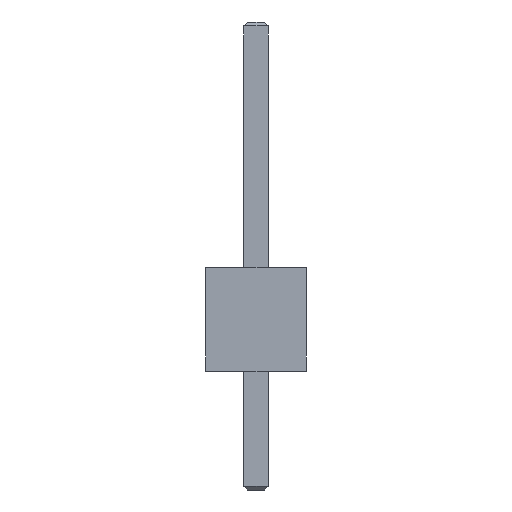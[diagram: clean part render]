
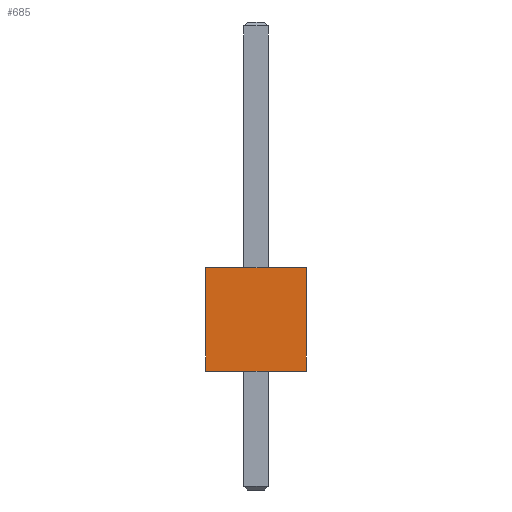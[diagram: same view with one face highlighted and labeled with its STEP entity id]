
A CAD part, left-side view. The second image highlights one B-rep face of the part: STEP entity #685.
In plain terms, the highlighted planar face has unit normal (-1, 0, 0).
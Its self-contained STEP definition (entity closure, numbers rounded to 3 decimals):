
#685=ADVANCED_FACE('',(#888),#890,.T.);
#888=FACE_BOUND('',#889,.T.);
#889=EDGE_LOOP('',(#1041,#1042,#1043,#1044));
#890=PLANE('',#891);
#891=AXIS2_PLACEMENT_3D('',#892,#893,#894);
#892=CARTESIAN_POINT('',(0.,0.,-2.54));
#893=DIRECTION('',(-1.,0.,0.));
#894=DIRECTION('',(0.,0.,1.));
#1041=ORIENTED_EDGE('',*,*,#1112,.T.);
#1042=ORIENTED_EDGE('',*,*,#1131,.T.);
#1043=ORIENTED_EDGE('',*,*,#1132,.F.);
#1044=ORIENTED_EDGE('',*,*,#1125,.F.);
#1112=EDGE_CURVE('',#1162,#1166,#1168,.T.);
#1125=EDGE_CURVE('',#1162,#1189,#1190,.T.);
#1131=EDGE_CURVE('',#1166,#1197,#1199,.T.);
#1132=EDGE_CURVE('',#1189,#1197,#1200,.T.);
#1162=VERTEX_POINT('',#1246);
#1166=VERTEX_POINT('',#1254);
#1168=LINE('',#1258,#1259);
#1189=VERTEX_POINT('',#1305);
#1190=LINE('',#1306,#1307);
#1197=VERTEX_POINT('',#1323);
#1199=LINE('',#1327,#1328);
#1200=LINE('',#1330,#1331);
#1246=CARTESIAN_POINT('',(0.,0.,-2.54));
#1254=CARTESIAN_POINT('',(0.,0.,0.));
#1258=CARTESIAN_POINT('',(0.,0.,-2.54));
#1259=VECTOR('',#1260,1.);
#1260=DIRECTION('',(0.,0.,1.));
#1305=CARTESIAN_POINT('',(0.,2.6,-2.54));
#1306=CARTESIAN_POINT('',(0.,0.,-2.54));
#1307=VECTOR('',#1308,1.);
#1308=DIRECTION('',(0.,1.,0.));
#1323=CARTESIAN_POINT('',(0.,2.6,0.));
#1327=CARTESIAN_POINT('',(0.,0.,0.));
#1328=VECTOR('',#1329,1.);
#1329=DIRECTION('',(0.,1.,0.));
#1330=CARTESIAN_POINT('',(0.,2.6,-2.54));
#1331=VECTOR('',#1332,1.);
#1332=DIRECTION('',(0.,0.,1.));
